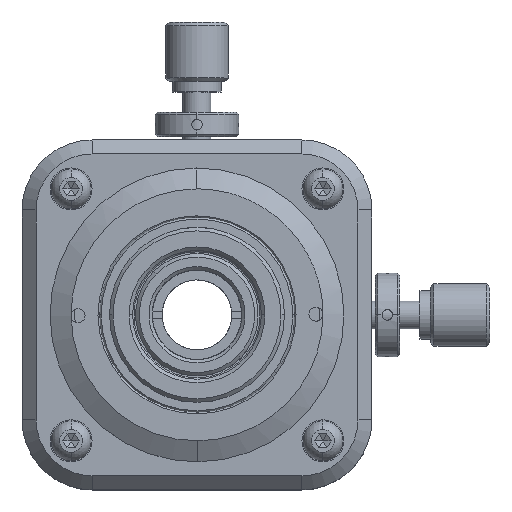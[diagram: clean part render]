
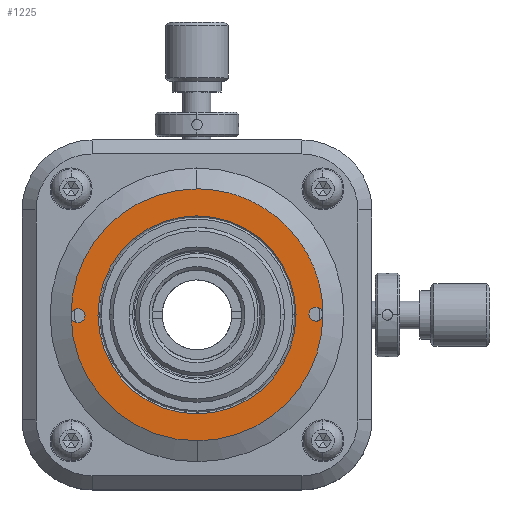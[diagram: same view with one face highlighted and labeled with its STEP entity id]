
A CAD part, top view. The second image highlights one B-rep face of the part: STEP entity #1225.
In plain terms, the highlighted planar face has unit normal (0, 0, 1).
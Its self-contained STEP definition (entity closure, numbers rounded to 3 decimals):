
#4 = CIRCLE ( 'NONE', #1508, 14.15 ) ;
#37 = DIRECTION ( 'NONE',  ( 0., 0., 1. ) ) ;
#318 = DIRECTION ( 'NONE',  ( 0., 0., 1. ) ) ;
#586 = ORIENTED_EDGE ( 'NONE', *, *, #9689, .T. ) ;
#754 = DIRECTION ( 'NONE',  ( 0.006, -1., 0. ) ) ;
#1064 = CARTESIAN_POINT ( 'NONE',  ( -0.116, 18., 12. ) ) ;
#1175 = CIRCLE ( 'NONE', #5137, 1. ) ;
#1225 = ADVANCED_FACE ( 'NONE', ( #3049, #4905 ), #4163, .T. ) ;
#1239 = DIRECTION ( 'NONE',  ( 0.006, -1., 0. ) ) ;
#1248 = VERTEX_POINT ( 'NONE', #5296 ) ;
#1310 = AXIS2_PLACEMENT_3D ( 'NONE', #10009, #6310, #6354 ) ;
#1329 = CARTESIAN_POINT ( 'NONE',  ( 17., 0.11, 12. ) ) ;
#1333 = EDGE_LOOP ( 'NONE', ( #2550, #586 ) ) ;
#1347 = CARTESIAN_POINT ( 'NONE',  ( -17., -0.11, 12. ) ) ;
#1401 = EDGE_CURVE ( 'NONE', #8079, #7398, #11987, .T. ) ;
#1489 = CARTESIAN_POINT ( 'NONE',  ( 0.116, -18., 12. ) ) ;
#1495 = CARTESIAN_POINT ( 'NONE',  ( -16.993, -1.11, 12. ) ) ;
#1508 = AXIS2_PLACEMENT_3D ( 'NONE', #8918, #8057, #754 ) ;
#1900 = AXIS2_PLACEMENT_3D ( 'NONE', #5863, #4079, #6674 ) ;
#2088 = ORIENTED_EDGE ( 'NONE', *, *, #7750, .F. ) ;
#2241 = VERTEX_POINT ( 'NONE', #7397 ) ;
#2257 = DIRECTION ( 'NONE',  ( 0., 0., 1. ) ) ;
#2408 = EDGE_CURVE ( 'NONE', #2898, #1248, #4005, .T. ) ;
#2544 = DIRECTION ( 'NONE',  ( 0.006, -1., 0. ) ) ;
#2550 = ORIENTED_EDGE ( 'NONE', *, *, #2408, .T. ) ;
#2688 = ORIENTED_EDGE ( 'NONE', *, *, #3742, .T. ) ;
#2754 = DIRECTION ( 'NONE',  ( 0., 0., 1. ) ) ;
#2897 = CARTESIAN_POINT ( 'NONE',  ( 0., 0., 12. ) ) ;
#2898 = VERTEX_POINT ( 'NONE', #9670 ) ;
#2935 = DIRECTION ( 'NONE',  ( 0.006, -1., 0. ) ) ;
#3015 = VERTEX_POINT ( 'NONE', #1489 ) ;
#3049 = FACE_BOUND ( 'NONE', #1333, .T. ) ;
#3574 = AXIS2_PLACEMENT_3D ( 'NONE', #1347, #2257, #3931 ) ;
#3700 = CIRCLE ( 'NONE', #10366, 1. ) ;
#3742 = EDGE_CURVE ( 'NONE', #3015, #9007, #8004, .T. ) ;
#3931 = DIRECTION ( 'NONE',  ( 0.006, -1., 0. ) ) ;
#4005 = CIRCLE ( 'NONE', #11295, 14.15 ) ;
#4054 = CARTESIAN_POINT ( 'NONE',  ( 16.993, 1.11, 12. ) ) ;
#4079 = DIRECTION ( 'NONE',  ( 0., 0., 1. ) ) ;
#4125 = CARTESIAN_POINT ( 'NONE',  ( -17., -0.11, 12. ) ) ;
#4163 = PLANE ( 'NONE',  #10193 ) ;
#4235 = CARTESIAN_POINT ( 'NONE',  ( 18., 0.116, 12. ) ) ;
#4246 = CARTESIAN_POINT ( 'NONE',  ( 17., 0.11, 12. ) ) ;
#4290 = DIRECTION ( 'NONE',  ( 0.006, -1., 0. ) ) ;
#4378 = DIRECTION ( 'NONE',  ( 0., 0., 1. ) ) ;
#4551 = CARTESIAN_POINT ( 'NONE',  ( 17.006, -0.89, 12. ) ) ;
#4905 = FACE_OUTER_BOUND ( 'NONE', #5434, .T. ) ;
#5051 = DIRECTION ( 'NONE',  ( 0., 0., 1. ) ) ;
#5115 = AXIS2_PLACEMENT_3D ( 'NONE', #2897, #37, #2935 ) ;
#5137 = AXIS2_PLACEMENT_3D ( 'NONE', #4246, #10742, #8729 ) ;
#5296 = CARTESIAN_POINT ( 'NONE',  ( -0.091, 14.15, 12. ) ) ;
#5397 = EDGE_CURVE ( 'NONE', #7398, #3015, #7789, .T. ) ;
#5434 = EDGE_LOOP ( 'NONE', ( #7702, #2688, #9786, #7475, #7256, #9379, #10583, #11131, #2088, #7937 ) ) ;
#5484 = CARTESIAN_POINT ( 'NONE',  ( 0., 0., 12. ) ) ;
#5602 = DIRECTION ( 'NONE',  ( 0.006, -1., 0. ) ) ;
#5646 = CARTESIAN_POINT ( 'NONE',  ( 0., 0., 12. ) ) ;
#5863 = CARTESIAN_POINT ( 'NONE',  ( 17., 0.11, 12. ) ) ;
#6310 = DIRECTION ( 'NONE',  ( 0., 0., 1. ) ) ;
#6354 = DIRECTION ( 'NONE',  ( 0.006, -1., 0. ) ) ;
#6582 = DIRECTION ( 'NONE',  ( 0., 0., -1. ) ) ;
#6623 = CARTESIAN_POINT ( 'NONE',  ( -18., -0.116, 12. ) ) ;
#6674 = DIRECTION ( 'NONE',  ( 0.006, -1., 0. ) ) ;
#6947 = CARTESIAN_POINT ( 'NONE',  ( 0., 0., 12. ) ) ;
#6962 = EDGE_CURVE ( 'NONE', #9252, #9381, #11527, .T. ) ;
#7040 = DIRECTION ( 'NONE',  ( 0., 0., 1. ) ) ;
#7256 = ORIENTED_EDGE ( 'NONE', *, *, #10442, .F. ) ;
#7397 = CARTESIAN_POINT ( 'NONE',  ( -17.006, 0.89, 12. ) ) ;
#7398 = VERTEX_POINT ( 'NONE', #6623 ) ;
#7475 = ORIENTED_EDGE ( 'NONE', *, *, #6962, .F. ) ;
#7507 = DIRECTION ( 'NONE',  ( 0.006, -1., 0. ) ) ;
#7702 = ORIENTED_EDGE ( 'NONE', *, *, #5397, .T. ) ;
#7750 = EDGE_CURVE ( 'NONE', #8360, #2241, #3700, .T. ) ;
#7789 = CIRCLE ( 'NONE', #5115, 18. ) ;
#7864 = EDGE_CURVE ( 'NONE', #9007, #8079, #11093, .T. ) ;
#7937 = ORIENTED_EDGE ( 'NONE', *, *, #8200, .F. ) ;
#7997 = CIRCLE ( 'NONE', #3574, 1. ) ;
#8004 = CIRCLE ( 'NONE', #1310, 18. ) ;
#8057 = DIRECTION ( 'NONE',  ( 0., 0., -1. ) ) ;
#8079 = VERTEX_POINT ( 'NONE', #1064 ) ;
#8200 = EDGE_CURVE ( 'NONE', #7398, #8360, #7997, .T. ) ;
#8360 = VERTEX_POINT ( 'NONE', #1495 ) ;
#8729 = DIRECTION ( 'NONE',  ( 0.006, -1., 0. ) ) ;
#8869 = AXIS2_PLACEMENT_3D ( 'NONE', #5484, #10149, #10060 ) ;
#8918 = CARTESIAN_POINT ( 'NONE',  ( 0., 0., 12. ) ) ;
#9007 = VERTEX_POINT ( 'NONE', #4235 ) ;
#9252 = VERTEX_POINT ( 'NONE', #4054 ) ;
#9326 = AXIS2_PLACEMENT_3D ( 'NONE', #1329, #318, #1239 ) ;
#9379 = ORIENTED_EDGE ( 'NONE', *, *, #7864, .T. ) ;
#9381 = VERTEX_POINT ( 'NONE', #4551 ) ;
#9593 = EDGE_CURVE ( 'NONE', #9381, #9007, #1175, .T. ) ;
#9670 = CARTESIAN_POINT ( 'NONE',  ( 0.091, -14.15, 12. ) ) ;
#9689 = EDGE_CURVE ( 'NONE', #1248, #2898, #4, .T. ) ;
#9786 = ORIENTED_EDGE ( 'NONE', *, *, #9593, .F. ) ;
#9883 = CARTESIAN_POINT ( 'NONE',  ( -17., -0.11, 12. ) ) ;
#9953 = AXIS2_PLACEMENT_3D ( 'NONE', #11952, #2754, #5602 ) ;
#10009 = CARTESIAN_POINT ( 'NONE',  ( 0., 0., 12. ) ) ;
#10060 = DIRECTION ( 'NONE',  ( 0.006, -1., 0. ) ) ;
#10149 = DIRECTION ( 'NONE',  ( 0., 0., 1. ) ) ;
#10155 = EDGE_CURVE ( 'NONE', #2241, #7398, #10588, .T. ) ;
#10193 = AXIS2_PLACEMENT_3D ( 'NONE', #6947, #4378, #4290 ) ;
#10366 = AXIS2_PLACEMENT_3D ( 'NONE', #4125, #5051, #10811 ) ;
#10442 = EDGE_CURVE ( 'NONE', #9007, #9252, #11433, .T. ) ;
#10583 = ORIENTED_EDGE ( 'NONE', *, *, #1401, .T. ) ;
#10588 = CIRCLE ( 'NONE', #10903, 1. ) ;
#10742 = DIRECTION ( 'NONE',  ( 0., 0., 1. ) ) ;
#10811 = DIRECTION ( 'NONE',  ( 0.006, -1., 0. ) ) ;
#10903 = AXIS2_PLACEMENT_3D ( 'NONE', #9883, #7040, #2544 ) ;
#11093 = CIRCLE ( 'NONE', #9953, 18. ) ;
#11131 = ORIENTED_EDGE ( 'NONE', *, *, #10155, .F. ) ;
#11295 = AXIS2_PLACEMENT_3D ( 'NONE', #5646, #6582, #7507 ) ;
#11433 = CIRCLE ( 'NONE', #1900, 1. ) ;
#11527 = CIRCLE ( 'NONE', #9326, 1. ) ;
#11952 = CARTESIAN_POINT ( 'NONE',  ( 0., 0., 12. ) ) ;
#11987 = CIRCLE ( 'NONE', #8869, 18. ) ;
